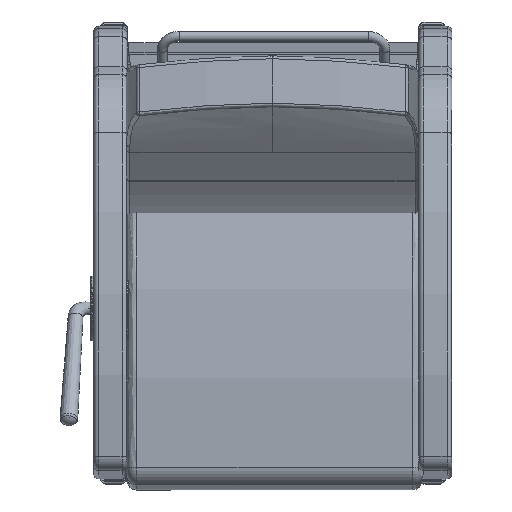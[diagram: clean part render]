
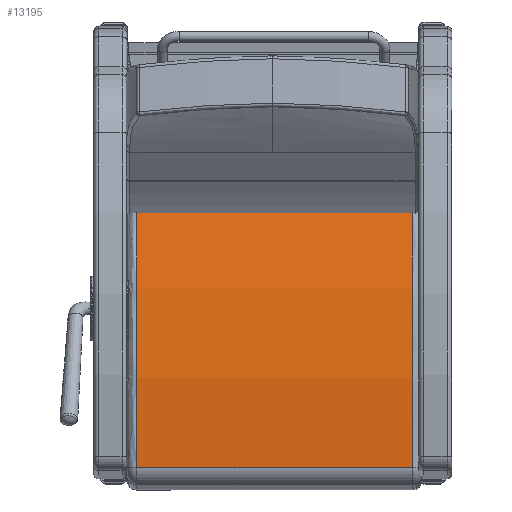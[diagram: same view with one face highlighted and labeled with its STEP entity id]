
A CAD part, front view. The second image highlights one B-rep face of the part: STEP entity #13195.
In plain terms, the highlighted free-form (B-spline) face has degree [1, 2] with [2, 3] control points.
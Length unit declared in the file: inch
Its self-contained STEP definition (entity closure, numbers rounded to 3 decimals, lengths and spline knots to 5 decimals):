
#475=(
BOUNDED_SURFACE()
B_SPLINE_SURFACE(1,2,((#33947,#33948,#33949),(#33950,#33951,#33952)),
 .UNSPECIFIED.,.F.,.F.,.F.)
B_SPLINE_SURFACE_WITH_KNOTS((2,2),(3,3),(-0.17276,0.17276),
(1.36178,1.69928),.UNSPECIFIED.)
GEOMETRIC_REPRESENTATION_ITEM()
RATIONAL_B_SPLINE_SURFACE(((1.,0.986,1.),(1.,0.986,
1.)))
REPRESENTATION_ITEM('')
SURFACE()
);
#926=ELLIPSE('',#14479,60.05357,60.);
#936=ELLIPSE('',#14507,60.05357,60.);
#1586=LINE('',#33945,#2414);
#1587=LINE('',#33954,#2415);
#2414=VECTOR('',#16952,0.3937);
#2415=VECTOR('',#16955,0.3937);
#3307=FACE_OUTER_BOUND('',#4208,.T.);
#4208=EDGE_LOOP('',(#10016,#10017,#10018,#10019));
#6255=VERTEX_POINT('',#33737);
#6256=VERTEX_POINT('',#33738);
#6281=VERTEX_POINT('',#33944);
#6282=VERTEX_POINT('',#33953);
#7615=EDGE_CURVE('',#6255,#6256,#926,.T.);
#7653=EDGE_CURVE('',#6256,#6281,#1586,.T.);
#7655=EDGE_CURVE('',#6255,#6282,#1587,.T.);
#7656=EDGE_CURVE('',#6281,#6282,#936,.T.);
#10016=ORIENTED_EDGE('',*,*,#7615,.F.);
#10017=ORIENTED_EDGE('',*,*,#7655,.T.);
#10018=ORIENTED_EDGE('',*,*,#7656,.F.);
#10019=ORIENTED_EDGE('',*,*,#7653,.F.);
#13195=ADVANCED_FACE('',(#3307),#475,.F.);
#14479=AXIS2_PLACEMENT_3D('',#33739,#16884,#16885);
#14507=AXIS2_PLACEMENT_3D('',#33955,#16956,#16957);
#16884=DIRECTION('center_axis',(0.,0.,-1.));
#16885=DIRECTION('ref_axis',(1.,0.,0.));
#16952=DIRECTION('',(0.,0.,1.));
#16955=DIRECTION('',(0.,0.,1.));
#16956=DIRECTION('center_axis',(0.,0.,1.));
#16957=DIRECTION('ref_axis',(1.,0.,0.));
#33737=CARTESIAN_POINT('',(-10.04459,1.25621,-10.375));
#33738=CARTESIAN_POINT('',(10.1114,0.44486,-10.375));
#33739=CARTESIAN_POINT('Origin',(-2.34979,-58.24922,-10.375));
#33944=CARTESIAN_POINT('',(10.1114,0.44486,10.375));
#33945=CARTESIAN_POINT('',(10.1114,0.44486,0.));
#33947=CARTESIAN_POINT('Ctrl Pts',(10.1114,0.44486,-10.375));
#33948=CARTESIAN_POINT('Ctrl Pts',(0.10258,2.56602,-10.375));
#33949=CARTESIAN_POINT('Ctrl Pts',(-10.04459,1.25621,-10.375));
#33950=CARTESIAN_POINT('Ctrl Pts',(10.1114,0.44486,10.375));
#33951=CARTESIAN_POINT('Ctrl Pts',(0.10258,2.56602,10.375));
#33952=CARTESIAN_POINT('Ctrl Pts',(-10.04459,1.25621,10.375));
#33953=CARTESIAN_POINT('',(-10.04459,1.25621,10.375));
#33954=CARTESIAN_POINT('',(-10.04459,1.25621,0.));
#33955=CARTESIAN_POINT('Origin',(-2.34979,-58.24922,10.375));
